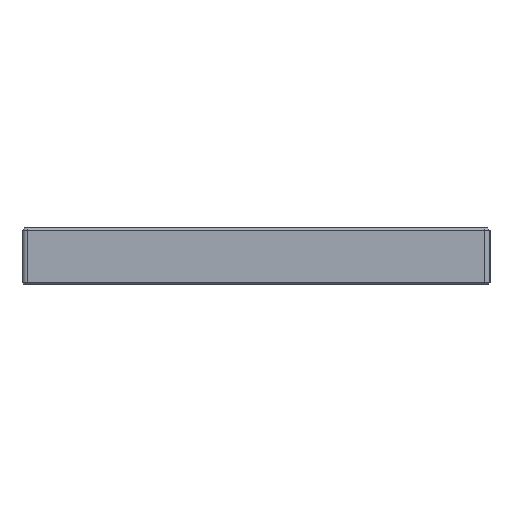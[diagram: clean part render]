
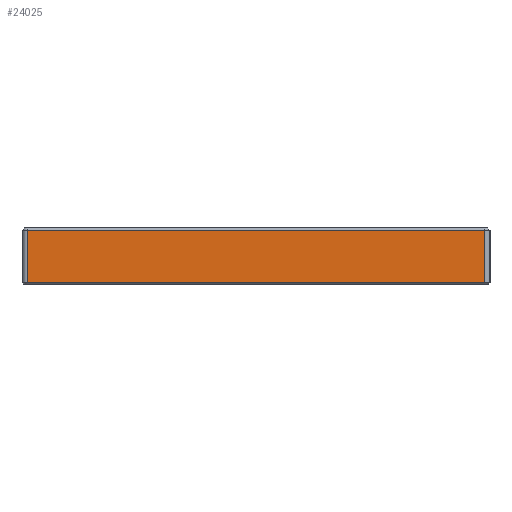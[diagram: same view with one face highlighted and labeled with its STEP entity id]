
A CAD part, left-side view. The second image highlights one B-rep face of the part: STEP entity #24025.
In plain terms, the highlighted planar face has unit normal (-1, 0, 0).
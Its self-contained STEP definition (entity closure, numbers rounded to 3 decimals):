
#2541=FACE_OUTER_BOUND('',#3928,.T.);
#3928=EDGE_LOOP('',(#19188,#19189,#19190,#19191));
#5863=LINE('',#41626,#8295);
#5870=LINE('',#41647,#8302);
#5871=LINE('',#41649,#8303);
#5872=LINE('',#41650,#8304);
#8295=VECTOR('',#28203,10.);
#8302=VECTOR('',#28228,10.);
#8303=VECTOR('',#28229,10.);
#8304=VECTOR('',#28230,10.);
#10971=VERTEX_POINT('',#41616);
#10973=VERTEX_POINT('',#41622);
#10979=VERTEX_POINT('',#41646);
#10980=VERTEX_POINT('',#41648);
#13870=EDGE_CURVE('',#10971,#10973,#5863,.T.);
#13881=EDGE_CURVE('',#10971,#10979,#5870,.T.);
#13882=EDGE_CURVE('',#10980,#10979,#5871,.T.);
#13883=EDGE_CURVE('',#10973,#10980,#5872,.T.);
#19188=ORIENTED_EDGE('',*,*,#13870,.F.);
#19189=ORIENTED_EDGE('',*,*,#13881,.T.);
#19190=ORIENTED_EDGE('',*,*,#13882,.F.);
#19191=ORIENTED_EDGE('',*,*,#13883,.F.);
#22973=PLANE('',#25170);
#24025=ADVANCED_FACE('',(#2541),#22973,.T.);
#25170=AXIS2_PLACEMENT_3D('',#41645,#28226,#28227);
#28203=DIRECTION('',(0.,1.,0.));
#28226=DIRECTION('center_axis',(-1.,0.,0.));
#28227=DIRECTION('ref_axis',(0.,-1.,0.));
#28228=DIRECTION('',(0.,0.,1.));
#28229=DIRECTION('',(0.,-1.,0.));
#28230=DIRECTION('',(0.,0.,1.));
#41616=CARTESIAN_POINT('',(-40.935,-5.634,-12.9));
#41622=CARTESIAN_POINT('',(-40.935,166.398,-12.9));
#41626=CARTESIAN_POINT('',(-40.935,123.39,-12.9));
#41645=CARTESIAN_POINT('Origin',(-40.935,166.398,0.));
#41646=CARTESIAN_POINT('',(-40.935,-5.634,6.8));
#41647=CARTESIAN_POINT('',(-40.935,-5.634,0.));
#41648=CARTESIAN_POINT('',(-40.935,166.398,6.8));
#41649=CARTESIAN_POINT('',(-40.935,123.39,6.8));
#41650=CARTESIAN_POINT('',(-40.935,166.398,0.));
